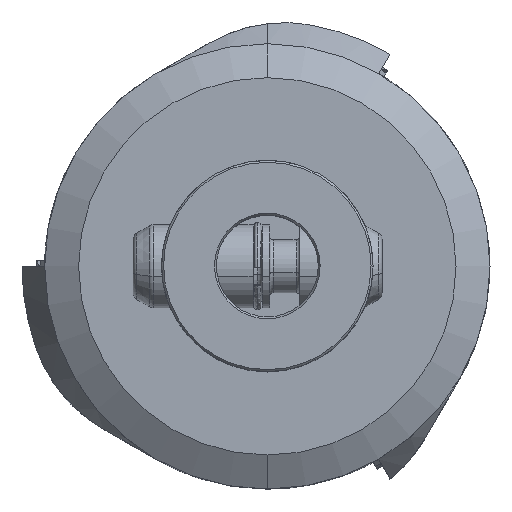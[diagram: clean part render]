
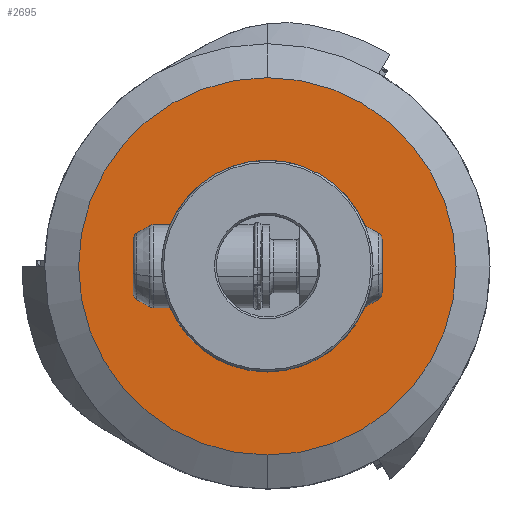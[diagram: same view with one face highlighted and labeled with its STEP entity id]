
A CAD part, top view. The second image highlights one B-rep face of the part: STEP entity #2695.
In plain terms, the highlighted planar face has unit normal (0, 0, 1).
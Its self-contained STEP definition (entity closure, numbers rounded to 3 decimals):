
#2695=ADVANCED_FACE('NONE',(#7842,#7843),#7844,.F.);
#2729=VERTEX_POINT('NONE',#7879);
#4695=EDGE_CURVE('NONE',#4709,#6449,#10054,.T.);
#4709=VERTEX_POINT('NONE',#10069);
#5251=EDGE_CURVE('NONE',#2729,#6981,#10661,.T.);
#6107=EDGE_CURVE('NONE',#6981,#2729,#11589,.T.);
#6185=EDGE_CURVE('NONE',#6449,#4709,#11675,.T.);
#6449=VERTEX_POINT('NONE',#11962);
#6981=VERTEX_POINT('NONE',#12565);
#7842=FACE_OUTER_BOUND('',#13534,.T.);
#7843=FACE_BOUND('',#13535,.T.);
#7844=PLANE('',#13536);
#7879=CARTESIAN_POINT('',(0.0,-25.0,0.0));
#10054=CIRCLE('',#17330,13.9);
#10069=CARTESIAN_POINT('',(13.9,0.,0.));
#10661=CIRCLE('',#18443,25.0);
#11589=CIRCLE('',#20209,25.0);
#11675=CIRCLE('',#20349,13.9);
#11962=CARTESIAN_POINT('',(-13.9,0.,0.));
#12565=CARTESIAN_POINT('',(0.,25.0,0.0));
#13534=EDGE_LOOP('',(#23363,#23364));
#13535=EDGE_LOOP('',(#23365,#23366));
#13536=AXIS2_PLACEMENT_3D('',#23367,#23368,#23369);
#17330=AXIS2_PLACEMENT_3D('',#25995,#25996,#25997);
#18443=AXIS2_PLACEMENT_3D('',#26663,#26664,#26665);
#20209=AXIS2_PLACEMENT_3D('',#27670,#27671,#27672);
#20349=AXIS2_PLACEMENT_3D('',#27763,#27764,#27765);
#23363=ORIENTED_EDGE('',*,*,#5251,.T.);
#23364=ORIENTED_EDGE('',*,*,#6107,.T.);
#23365=ORIENTED_EDGE('',*,*,#4695,.F.);
#23366=ORIENTED_EDGE('',*,*,#6185,.F.);
#23367=CARTESIAN_POINT('',(-25.0,0.0,0.0));
#23368=DIRECTION('',(0.0,0.0,-1.0));
#23369=DIRECTION('',(-1.0,0.0,0.0));
#25995=CARTESIAN_POINT('',(0.0,0.0,0.0));
#25996=DIRECTION('',(0.0,-0.0,1.0));
#25997=DIRECTION('',(0.0,1.0,0.0));
#26663=CARTESIAN_POINT('',(0.0,0.0,0.0));
#26664=DIRECTION('',(0.0,-0.0,1.0));
#26665=DIRECTION('',(0.0,1.0,0.0));
#27670=CARTESIAN_POINT('',(0.0,0.0,0.0));
#27671=DIRECTION('',(0.0,-0.0,1.0));
#27672=DIRECTION('',(0.0,1.0,0.0));
#27763=CARTESIAN_POINT('',(0.0,0.0,0.0));
#27764=DIRECTION('',(0.0,-0.0,1.0));
#27765=DIRECTION('',(0.0,1.0,0.0));
